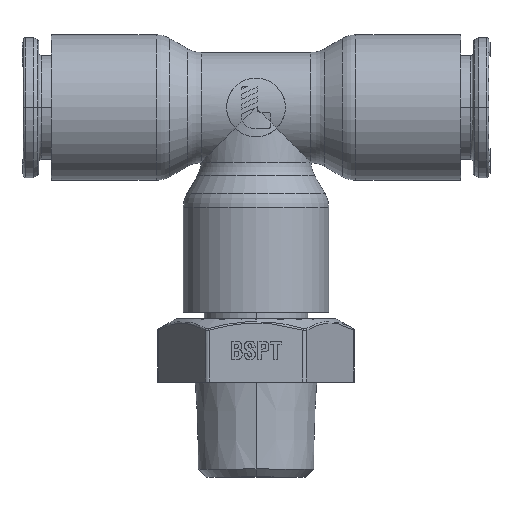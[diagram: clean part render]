
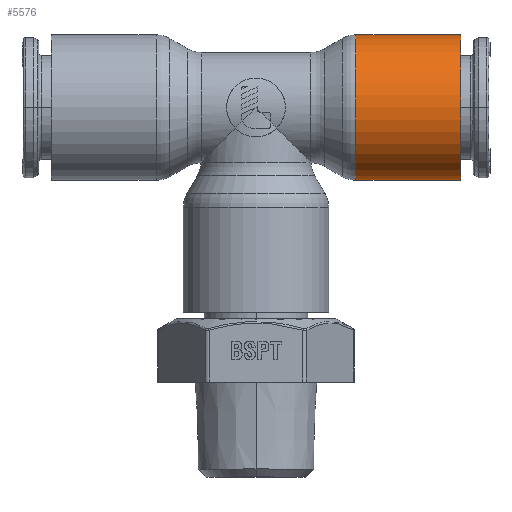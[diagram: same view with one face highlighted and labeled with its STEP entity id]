
A CAD part, top view. The second image highlights one B-rep face of the part: STEP entity #5576.
In plain terms, the highlighted cylindrical face has radius 8.05 mm (diameter 16.1 mm), a partial arc.
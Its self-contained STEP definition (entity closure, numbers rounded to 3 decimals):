
#5576=ADVANCED_FACE('',(#11626),#11627,.T.);
#11626=FACE_OUTER_BOUND('',#24486,.T.);
#11627=CYLINDRICAL_SURFACE('',#24487,8.05);
#24486=EDGE_LOOP('',(#41705,#41706,#41707,#41708));
#24487=AXIS2_PLACEMENT_3D('',#41709,#41710,#41711);
#41705=ORIENTED_EDGE('',*,*,#50836,.T.);
#41706=ORIENTED_EDGE('',*,*,#51992,.T.);
#41707=ORIENTED_EDGE('',*,*,#50838,.T.);
#41708=ORIENTED_EDGE('',*,*,#46402,.T.);
#41709=CARTESIAN_POINT('',(-24.915,0.0,0.0));
#41710=DIRECTION('',(-1.0,-0.0,0.0));
#41711=DIRECTION('',(0.0,-1.0,0.0));
#46402=EDGE_CURVE('',#54068,#54066,#54069,.T.);
#50836=EDGE_CURVE('',#54066,#61234,#61235,.T.);
#50838=EDGE_CURVE('',#61237,#54068,#61238,.T.);
#51992=EDGE_CURVE('',#61234,#61237,#62772,.T.);
#54066=VERTEX_POINT('',#65355);
#54068=VERTEX_POINT('',#65357);
#54069=CIRCLE('',#65358,8.05);
#61234=VERTEX_POINT('',#79334);
#61235=LINE('',#79335,#79336);
#61237=VERTEX_POINT('',#79338);
#61238=LINE('',#79339,#79340);
#62772=CIRCLE('',#82258,8.05);
#65355=CARTESIAN_POINT('',(11.054,-8.05,0.0));
#65357=CARTESIAN_POINT('',(11.054,8.05,0.));
#65358=AXIS2_PLACEMENT_3D('',#86357,#86358,#86359);
#79334=CARTESIAN_POINT('',(22.65,-8.05,0.0));
#79335=CARTESIAN_POINT('',(16.852,-8.05,0.));
#79336=VECTOR('',#91540,1.0);
#79338=CARTESIAN_POINT('',(22.65,8.05,0.));
#79339=CARTESIAN_POINT('',(16.852,8.05,0.));
#79340=VECTOR('',#91544,1.0);
#82258=AXIS2_PLACEMENT_3D('',#92827,#92828,#92829);
#86357=CARTESIAN_POINT('',(11.054,0.0,0.0));
#86358=DIRECTION('',(1.0,0.0,0.0));
#86359=DIRECTION('',(0.0,1.0,0.0));
#91540=DIRECTION('',(1.0,-0.0,-0.0));
#91544=DIRECTION('',(-1.0,-0.0,-0.0));
#92827=CARTESIAN_POINT('',(22.65,0.0,0.0));
#92828=DIRECTION('',(-1.0,0.0,0.0));
#92829=DIRECTION('',(0.0,1.0,0.0));
